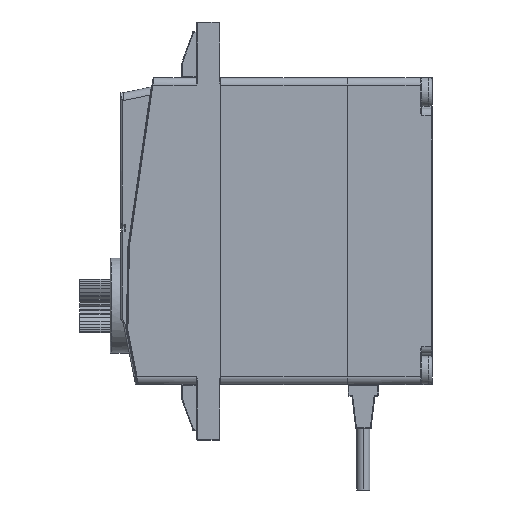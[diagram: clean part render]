
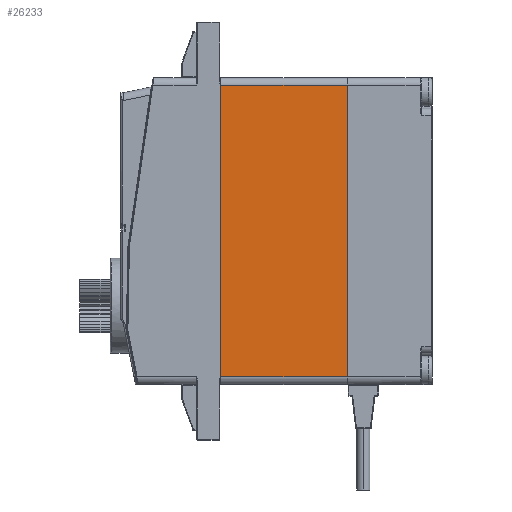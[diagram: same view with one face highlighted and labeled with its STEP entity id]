
A CAD part, left-side view. The second image highlights one B-rep face of the part: STEP entity #26233.
In plain terms, the highlighted planar face has unit normal (-1, 0, 0).
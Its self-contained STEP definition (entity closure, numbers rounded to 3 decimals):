
#2576 = LINE ( 'NONE', #21109, #20040 ) ;
#2814 = CARTESIAN_POINT ( 'NONE',  ( -10., 27.6, -1. ) ) ;
#4278 = ORIENTED_EDGE ( 'NONE', *, *, #9333, .T. ) ;
#4815 = CARTESIAN_POINT ( 'NONE',  ( -10., 27.6, -39. ) ) ;
#5274 = LINE ( 'NONE', #21919, #25674 ) ;
#6196 = DIRECTION ( 'NONE',  ( 0., 1., 0. ) ) ;
#6656 = CARTESIAN_POINT ( 'NONE',  ( -10., 27.6, 0. ) ) ;
#7661 = EDGE_LOOP ( 'NONE', ( #20233, #12049, #26079, #4278 ) ) ;
#8096 = PLANE ( 'NONE',  #16067 ) ;
#9333 = EDGE_CURVE ( 'NONE', #19407, #24738, #5274, .T. ) ;
#10032 = VERTEX_POINT ( 'NONE', #2814 ) ;
#10693 = LINE ( 'NONE', #6656, #23065 ) ;
#12049 = ORIENTED_EDGE ( 'NONE', *, *, #19021, .T. ) ;
#12258 = FACE_OUTER_BOUND ( 'NONE', #7661, .T. ) ;
#14815 = DIRECTION ( 'NONE',  ( 1., 0., 0. ) ) ;
#14823 = DIRECTION ( 'NONE',  ( 0., 1., 0. ) ) ;
#14886 = CARTESIAN_POINT ( 'NONE',  ( -10., 11.1, -1. ) ) ;
#16067 = AXIS2_PLACEMENT_3D ( 'NONE', #22455, #14815, #6196 ) ;
#17686 = VERTEX_POINT ( 'NONE', #14886 ) ;
#18663 = VECTOR ( 'NONE', #20053, 1000. ) ;
#19021 = EDGE_CURVE ( 'NONE', #17686, #10032, #2576, .T. ) ;
#19407 = VERTEX_POINT ( 'NONE', #4815 ) ;
#19683 = CARTESIAN_POINT ( 'NONE',  ( -10., 11.1, -39. ) ) ;
#19783 = CARTESIAN_POINT ( 'NONE',  ( -10., 11.1, 0. ) ) ;
#19924 = DIRECTION ( 'NONE',  ( 0., -1., 0. ) ) ;
#20040 = VECTOR ( 'NONE', #14823, 1000. ) ;
#20053 = DIRECTION ( 'NONE',  ( 0., 0., -1. ) ) ;
#20233 = ORIENTED_EDGE ( 'NONE', *, *, #26112, .F. ) ;
#20836 = EDGE_CURVE ( 'NONE', #19407, #10032, #10693, .T. ) ;
#21109 = CARTESIAN_POINT ( 'NONE',  ( -10., 27.7, -1. ) ) ;
#21919 = CARTESIAN_POINT ( 'NONE',  ( -10., 0., -39. ) ) ;
#22319 = LINE ( 'NONE', #19783, #18663 ) ;
#22455 = CARTESIAN_POINT ( 'NONE',  ( -10., 0., 0. ) ) ;
#23065 = VECTOR ( 'NONE', #24661, 1000. ) ;
#24661 = DIRECTION ( 'NONE',  ( 0., 0., 1. ) ) ;
#24738 = VERTEX_POINT ( 'NONE', #19683 ) ;
#25674 = VECTOR ( 'NONE', #19924, 1000. ) ;
#26079 = ORIENTED_EDGE ( 'NONE', *, *, #20836, .F. ) ;
#26112 = EDGE_CURVE ( 'NONE', #17686, #24738, #22319, .T. ) ;
#26233 = ADVANCED_FACE ( 'NONE', ( #12258 ), #8096, .F. ) ;
